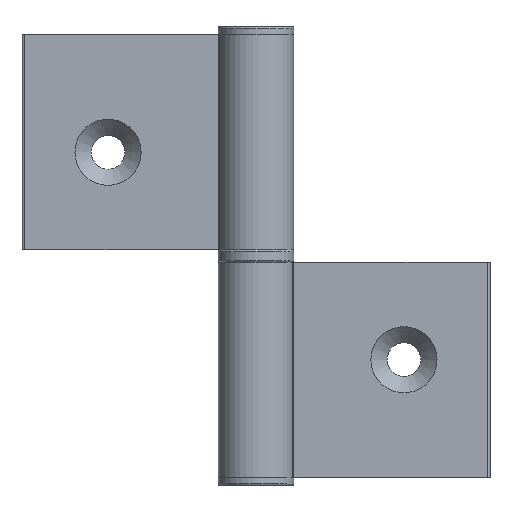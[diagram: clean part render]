
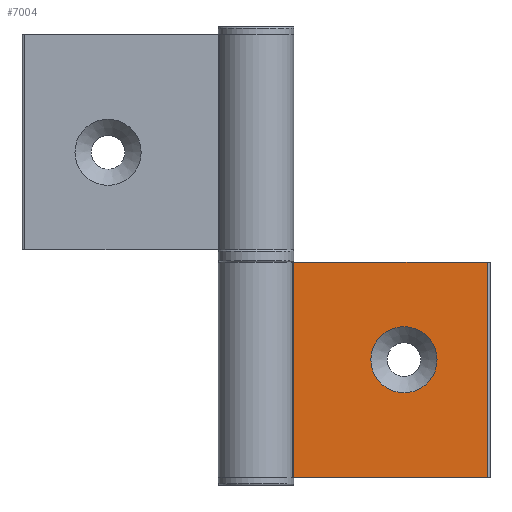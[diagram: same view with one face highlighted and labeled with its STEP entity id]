
A CAD part, front view. The second image highlights one B-rep face of the part: STEP entity #7004.
In plain terms, the highlighted planar face has unit normal (0, -1, 0).
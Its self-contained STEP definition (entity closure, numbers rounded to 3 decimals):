
#65=FACE_BOUND('',#782,.T.);
#73=PLANE('',#7569);
#322=FACE_OUTER_BOUND('',#781,.T.);
#781=EDGE_LOOP('',(#4543,#4544,#4545,#4546));
#782=EDGE_LOOP('',(#4547));
#1246=LINE('',#11922,#1504);
#1250=LINE('',#11942,#1508);
#1257=LINE('',#12039,#1515);
#1258=LINE('',#12040,#1516);
#1504=VECTOR('',#8931,40.);
#1508=VECTOR('',#8951,40.);
#1515=VECTOR('',#8984,36.017);
#1516=VECTOR('',#8985,36.017);
#1774=CIRCLE('',#7568,6.15);
#2652=VERTEX_POINT('',#11915);
#2655=VERTEX_POINT('',#11920);
#2662=VERTEX_POINT('',#11939);
#2663=VERTEX_POINT('',#11941);
#2676=VERTEX_POINT('',#12035);
#3353=EDGE_CURVE('',#2655,#2652,#1246,.T.);
#3362=EDGE_CURVE('',#2662,#2663,#1250,.T.);
#3382=EDGE_CURVE('',#2676,#2676,#1774,.T.);
#3383=EDGE_CURVE('',#2662,#2652,#1257,.T.);
#3384=EDGE_CURVE('',#2655,#2663,#1258,.T.);
#4543=ORIENTED_EDGE('',*,*,#3362,.F.);
#4544=ORIENTED_EDGE('',*,*,#3383,.T.);
#4545=ORIENTED_EDGE('',*,*,#3353,.F.);
#4546=ORIENTED_EDGE('',*,*,#3384,.T.);
#4547=ORIENTED_EDGE('',*,*,#3382,.F.);
#7004=ADVANCED_FACE('',(#322,#65),#73,.T.);
#7568=AXIS2_PLACEMENT_3D('',#12037,#8980,#8981);
#7569=AXIS2_PLACEMENT_3D('',#12038,#8982,#8983);
#8931=DIRECTION('',(0.,0.,-1.));
#8951=DIRECTION('',(0.,0.,1.));
#8980=DIRECTION('center_axis',(0.,-1.,0.));
#8981=DIRECTION('ref_axis',(-1.,0.,0.));
#8982=DIRECTION('center_axis',(0.,-1.,0.));
#8983=DIRECTION('ref_axis',(0.,0.,-1.));
#8984=DIRECTION('',(1.,0.,0.));
#8985=DIRECTION('',(-1.,0.,0.));
#11915=CARTESIAN_POINT('',(11.749,12.784,0.));
#11920=CARTESIAN_POINT('',(11.749,12.784,40.));
#11922=CARTESIAN_POINT('',(11.749,12.784,40.));
#11939=CARTESIAN_POINT('',(-24.268,12.784,0.));
#11941=CARTESIAN_POINT('',(-24.268,12.784,40.));
#11942=CARTESIAN_POINT('',(-24.268,12.784,0.));
#12035=CARTESIAN_POINT('',(2.399,12.784,21.85));
#12037=CARTESIAN_POINT('Origin',(-3.751,12.784,21.85));
#12038=CARTESIAN_POINT('Origin',(12.249,12.784,0.));
#12039=CARTESIAN_POINT('',(-24.268,12.784,0.));
#12040=CARTESIAN_POINT('',(11.749,12.784,40.));
